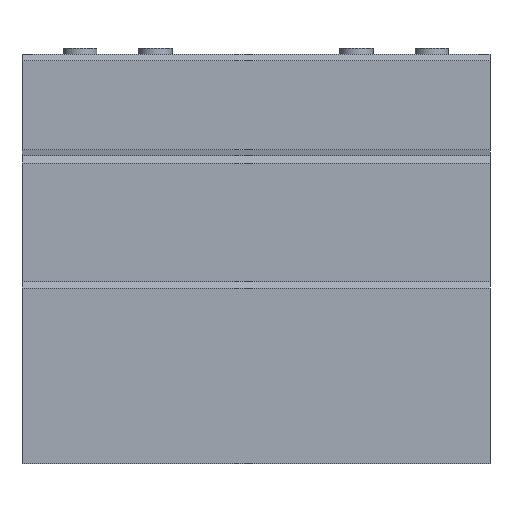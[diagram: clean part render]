
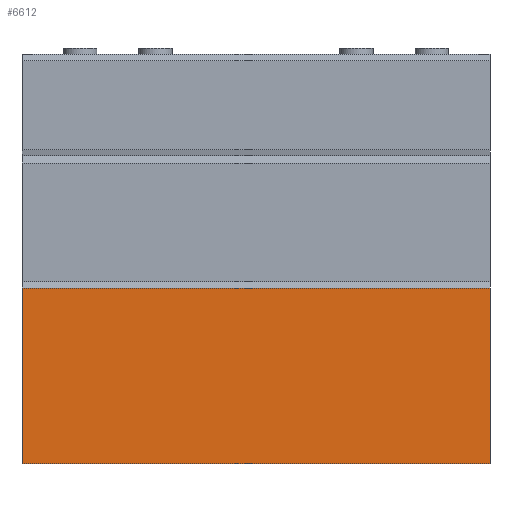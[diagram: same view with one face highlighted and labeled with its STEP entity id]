
A CAD part, front view. The second image highlights one B-rep face of the part: STEP entity #6612.
In plain terms, the highlighted planar face has unit normal (0, -1, 0).
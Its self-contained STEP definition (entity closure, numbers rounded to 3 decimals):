
#434 = ORIENTED_EDGE ( 'NONE', *, *, #525, .F. ) ;
#525 = EDGE_CURVE ( 'NONE', #2404, #6714, #5473, .T. ) ;
#594 = VECTOR ( 'NONE', #2213, 1000. ) ;
#635 = CARTESIAN_POINT ( 'NONE',  ( 74.5, 0., 28. ) ) ;
#804 = EDGE_CURVE ( 'NONE', #3990, #2024, #2061, .T. ) ;
#1564 = DIRECTION ( 'NONE',  ( 0., 0., 1. ) ) ;
#1609 = AXIS2_PLACEMENT_3D ( 'NONE', #1614, #2136, #1564 ) ;
#1614 = CARTESIAN_POINT ( 'NONE',  ( 74.5, 0., 29. ) ) ;
#1866 = CARTESIAN_POINT ( 'NONE',  ( 0., 0., 29. ) ) ;
#1966 = ORIENTED_EDGE ( 'NONE', *, *, #5631, .T. ) ;
#2024 = VERTEX_POINT ( 'NONE', #6636 ) ;
#2039 = VECTOR ( 'NONE', #4807, 1000. ) ;
#2061 = LINE ( 'NONE', #635, #594 ) ;
#2136 = DIRECTION ( 'NONE',  ( 0., 1., 0. ) ) ;
#2213 = DIRECTION ( 'NONE',  ( -1., 0., 0. ) ) ;
#2317 = VECTOR ( 'NONE', #6851, 1000. ) ;
#2404 = VERTEX_POINT ( 'NONE', #6788 ) ;
#2416 = VECTOR ( 'NONE', #5522, 1000. ) ;
#2509 = EDGE_LOOP ( 'NONE', ( #3945, #5304, #1966, #434 ) ) ;
#2599 = CARTESIAN_POINT ( 'NONE',  ( 74.5, 0., 0. ) ) ;
#2680 = CARTESIAN_POINT ( 'NONE',  ( 0., 0., 0. ) ) ;
#3272 = CARTESIAN_POINT ( 'NONE',  ( 74.5, 0., 29. ) ) ;
#3334 = EDGE_CURVE ( 'NONE', #3990, #2404, #5961, .T. ) ;
#3945 = ORIENTED_EDGE ( 'NONE', *, *, #3334, .F. ) ;
#3990 = VERTEX_POINT ( 'NONE', #6653 ) ;
#4554 = FACE_OUTER_BOUND ( 'NONE', #2509, .T. ) ;
#4807 = DIRECTION ( 'NONE',  ( 0., 0., -1. ) ) ;
#5304 = ORIENTED_EDGE ( 'NONE', *, *, #804, .T. ) ;
#5473 = LINE ( 'NONE', #2599, #2317 ) ;
#5522 = DIRECTION ( 'NONE',  ( 0., 0., -1. ) ) ;
#5631 = EDGE_CURVE ( 'NONE', #2024, #6714, #6833, .T. ) ;
#5961 = LINE ( 'NONE', #3272, #2039 ) ;
#6375 = PLANE ( 'NONE',  #1609 ) ;
#6612 = ADVANCED_FACE ( 'NONE', ( #4554 ), #6375, .F. ) ;
#6636 = CARTESIAN_POINT ( 'NONE',  ( 0., 0., 28. ) ) ;
#6653 = CARTESIAN_POINT ( 'NONE',  ( 74.5, 0., 28. ) ) ;
#6714 = VERTEX_POINT ( 'NONE', #2680 ) ;
#6788 = CARTESIAN_POINT ( 'NONE',  ( 74.5, 0., 0. ) ) ;
#6833 = LINE ( 'NONE', #1866, #2416 ) ;
#6851 = DIRECTION ( 'NONE',  ( -1., 0., 0. ) ) ;
